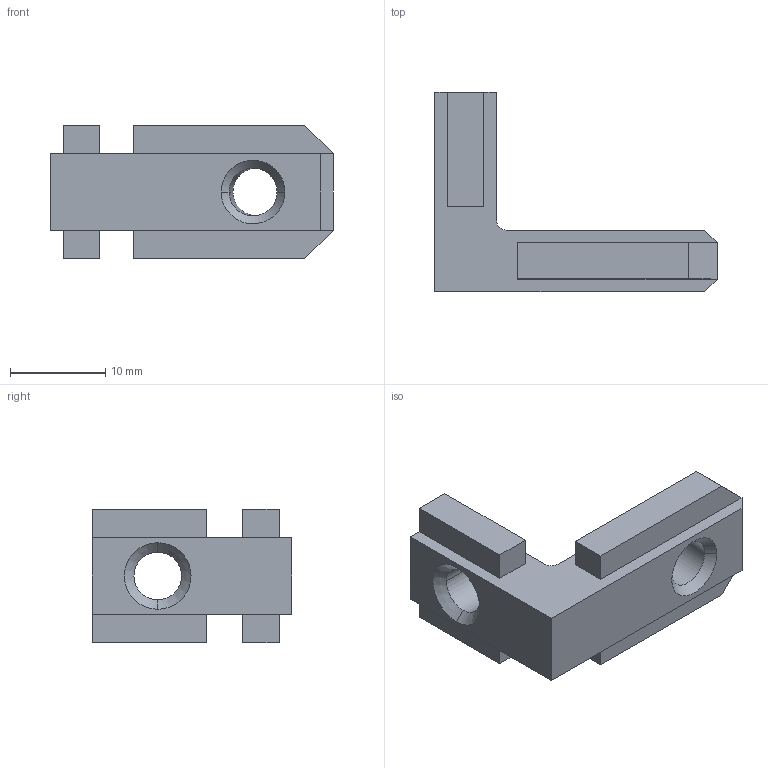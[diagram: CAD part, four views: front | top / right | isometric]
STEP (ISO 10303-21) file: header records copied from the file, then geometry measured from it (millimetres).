
FILE_DESCRIPTION (( 'STEP AP214' ), '1' );
FILE_NAME ('SNSD.30.52.70 Âíóòðåííèé óãëîâîé ñîåäèíèòåëü 8-À(E29).STEP', '2015-04-27T09:23:46', ( 'XTreme.ws' ), ( 'XTreme.ws' ), 'SwSTEP 2.0', 'SolidWorks 2014', '' );
FILE_SCHEMA (( 'AUTOMOTIVE_DESIGN' ));
Length unit declared in the file: millimetre
Products named in the file (2): SNSD.30.52.70  Âíóòðåííèé óãëîâîé ñîåäèíèòåëü 8-À(E29)
Bounding box: 29.7 x 21 x 14 mm (x, y, z)
Volume: 2716.6 mm3; surface area: 1918.3 mm2
Topology: 1 solids, 1 shells, 41 faces, 105 edges, 66 vertices
Faces by surface type: plane 28, cylinder 5, bspline 4, cone 4
Entity records: 2224 total; most frequent: CARTESIAN_POINT 1178, ORIENTED_EDGE 210, DIRECTION 185, EDGE_CURVE 105, LINE 79, VECTOR 79, VERTEX_POINT 66, AXIS2_PLACEMENT_3D 53
